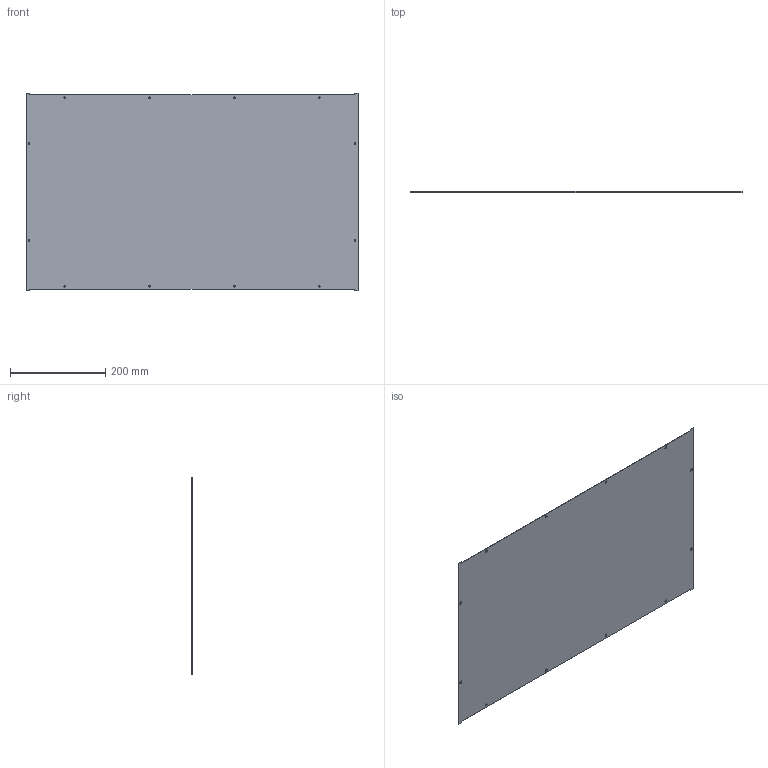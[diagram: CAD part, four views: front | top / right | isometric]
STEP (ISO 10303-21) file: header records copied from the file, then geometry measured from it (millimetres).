
FILE_DESCRIPTION (( 'STEP AP214' ), '1' );
FILE_NAME ('RM1928BKSP.STEP', '2021-09-11T15:24:37', ( '' ), ( '' ), 'SwSTEP 2.0', 'SolidWorks 2021', '' );
FILE_SCHEMA (( 'AUTOMOTIVE_DESIGN' ));
Length unit declared in the file: inch
Products named in the file (1): RM1928BKSP
Bounding box: 697 x 1.8 x 413.79 mm (x, y, z)
Volume: 511896.6 mm3; surface area: 572094.1 mm2
Topology: 1 solids, 1 shells, 38 faces, 96 edges, 60 vertices
Faces by surface type: plane 14, cylinder 12, cone 12
Full cylindrical faces by diameter (mm): 4.064 x12
Entity records: 1108 total; most frequent: DIRECTION 186, CARTESIAN_POINT 171, ORIENTED_EDGE 144, EDGE_LOOP 86, AXIS2_PLACEMENT_3D 75, EDGE_CURVE 72, VERTEX_POINT 60, FACE_OUTER_BOUND 50
